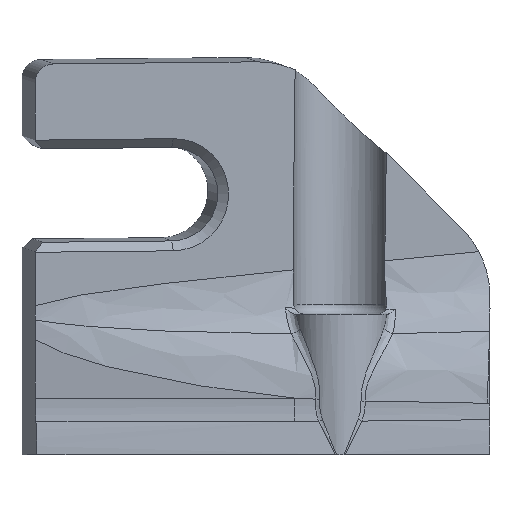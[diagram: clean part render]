
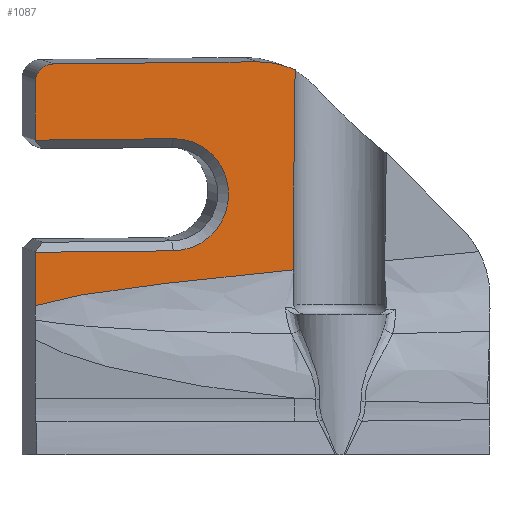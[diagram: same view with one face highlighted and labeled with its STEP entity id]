
A CAD part, left-side view. The second image highlights one B-rep face of the part: STEP entity #1087.
In plain terms, the highlighted planar face has unit normal (-0.983, -0.174, -0.058).
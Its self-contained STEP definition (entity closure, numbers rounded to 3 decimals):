
#22=CIRCLE('',#1169,10.);
#24=CIRCLE('',#1174,2.);
#25=CIRCLE('',#1175,6.);
#62=PLANE('',#1173);
#110=FACE_OUTER_BOUND('',#175,.T.);
#175=EDGE_LOOP('',(#753,#754,#755,#756,#757,#758,#759,#760,#761,#762));
#240=ELLIPSE('',#1171,85.609,5.);
#256=LINE('',#1669,#321);
#257=LINE('',#1673,#322);
#258=LINE('',#1675,#323);
#259=LINE('',#1679,#324);
#260=LINE('',#1681,#325);
#321=VECTOR('',#1293,10.);
#322=VECTOR('',#1296,10.);
#323=VECTOR('',#1297,10.);
#324=VECTOR('',#1300,10.);
#325=VECTOR('',#1301,10.);
#391=B_SPLINE_CURVE_WITH_KNOTS('',3,(#1682,#1683,#1684,#1685,#1686,#1687,
#1688,#1689,#1690),.UNSPECIFIED.,.F.,.F.,(4,1,1,1,1,1,4),(0.432,
0.467,0.57,0.777,1.191,1.605,
3.262),.UNSPECIFIED.);
#451=VERTEX_POINT('',#1640);
#452=VERTEX_POINT('',#1642);
#453=VERTEX_POINT('',#1657);
#455=VERTEX_POINT('',#1668);
#456=VERTEX_POINT('',#1670);
#457=VERTEX_POINT('',#1672);
#458=VERTEX_POINT('',#1674);
#459=VERTEX_POINT('',#1676);
#460=VERTEX_POINT('',#1678);
#461=VERTEX_POINT('',#1680);
#565=EDGE_CURVE('',#451,#452,#22,.T.);
#567=EDGE_CURVE('',#453,#452,#240,.T.);
#570=EDGE_CURVE('',#451,#455,#256,.T.);
#571=EDGE_CURVE('',#456,#455,#24,.T.);
#572=EDGE_CURVE('',#456,#457,#257,.T.);
#573=EDGE_CURVE('',#458,#457,#258,.T.);
#574=EDGE_CURVE('',#459,#458,#25,.T.);
#575=EDGE_CURVE('',#460,#459,#259,.T.);
#576=EDGE_CURVE('',#460,#461,#260,.T.);
#577=EDGE_CURVE('',#461,#453,#391,.T.);
#753=ORIENTED_EDGE('',*,*,#565,.F.);
#754=ORIENTED_EDGE('',*,*,#570,.T.);
#755=ORIENTED_EDGE('',*,*,#571,.F.);
#756=ORIENTED_EDGE('',*,*,#572,.T.);
#757=ORIENTED_EDGE('',*,*,#573,.F.);
#758=ORIENTED_EDGE('',*,*,#574,.F.);
#759=ORIENTED_EDGE('',*,*,#575,.F.);
#760=ORIENTED_EDGE('',*,*,#576,.T.);
#761=ORIENTED_EDGE('',*,*,#577,.T.);
#762=ORIENTED_EDGE('',*,*,#567,.T.);
#1087=ADVANCED_FACE('',(#110),#62,.T.);
#1169=AXIS2_PLACEMENT_3D('',#1643,#1283,#1284);
#1171=AXIS2_PLACEMENT_3D('',#1658,#1287,#1288);
#1173=AXIS2_PLACEMENT_3D('',#1667,#1291,#1292);
#1174=AXIS2_PLACEMENT_3D('',#1671,#1294,#1295);
#1175=AXIS2_PLACEMENT_3D('',#1677,#1298,#1299);
#1283=DIRECTION('center_axis',(0.983,0.174,0.058));
#1284=DIRECTION('ref_axis',(0.012,-0.377,0.926));
#1287=DIRECTION('center_axis',(0.983,0.174,0.058));
#1288=DIRECTION('ref_axis',(-0.058,-0.01,0.998));
#1291=DIRECTION('center_axis',(-0.983,-0.174,-0.058));
#1292=DIRECTION('ref_axis',(-0.173,0.985,-0.01));
#1293=DIRECTION('',(-0.173,0.985,-0.01));
#1294=DIRECTION('center_axis',(0.983,0.174,0.058));
#1295=DIRECTION('ref_axis',(-0.165,0.696,0.699));
#1296=DIRECTION('',(0.059,0.,-0.998));
#1297=DIRECTION('',(-0.173,0.985,-0.01));
#1298=DIRECTION('center_axis',(-0.983,-0.174,-0.058));
#1299=DIRECTION('ref_axis',(-0.059,0.,0.998));
#1300=DIRECTION('',(0.173,-0.985,0.01));
#1301=DIRECTION('',(0.059,0.,-0.998));
#1640=CARTESIAN_POINT('',(-21.101,24.884,42.957));
#1642=CARTESIAN_POINT('',(-20.333,20.819,42.11));
#1643=CARTESIAN_POINT('Origin',(-20.508,24.884,32.975));
#1657=CARTESIAN_POINT('',(-19.095,20.999,20.736));
#1658=CARTESIAN_POINT('Origin',(-19.,16.,34.004));
#1667=CARTESIAN_POINT('Origin',(-16.721,0.,43.217));
#1668=CARTESIAN_POINT('',(-24.931,46.641,42.73));
#1669=CARTESIAN_POINT('',(-20.537,21.676,42.991));
#1670=CARTESIAN_POINT('',(-25.159,48.611,40.713));
#1671=CARTESIAN_POINT('Origin',(-24.812,46.641,40.733));
#1672=CARTESIAN_POINT('',(-24.795,48.611,34.59));
#1673=CARTESIAN_POINT('',(-25.278,48.611,42.709));
#1674=CARTESIAN_POINT('',(-22.195,33.839,34.745));
#1675=CARTESIAN_POINT('',(-21.226,28.336,34.802));
#1676=CARTESIAN_POINT('',(-21.483,33.839,22.766));
#1677=CARTESIAN_POINT('Origin',(-21.839,33.839,28.755));
#1678=CARTESIAN_POINT('',(-24.083,48.611,22.611));
#1679=CARTESIAN_POINT('',(-18.505,16.919,22.943));
#1680=CARTESIAN_POINT('',(-23.745,48.611,16.907));
#1681=CARTESIAN_POINT('',(-25.278,48.611,42.709));
#1682=CARTESIAN_POINT('Ctrl Pts',(-23.745,48.611,16.908));
#1683=CARTESIAN_POINT('Ctrl Pts',(-23.728,48.503,16.948));
#1684=CARTESIAN_POINT('Ctrl Pts',(-23.661,48.072,17.097));
#1685=CARTESIAN_POINT('Ctrl Pts',(-23.486,46.977,17.407));
#1686=CARTESIAN_POINT('Ctrl Pts',(-23.103,44.64,17.904));
#1687=CARTESIAN_POINT('Ctrl Pts',(-22.54,41.274,18.444));
#1688=CARTESIAN_POINT('Ctrl Pts',(-21.176,33.193,19.513));
#1689=CARTESIAN_POINT('Ctrl Pts',(-20.02,26.416,20.198));
#1690=CARTESIAN_POINT('Ctrl Pts',(-19.095,20.999,20.736));
